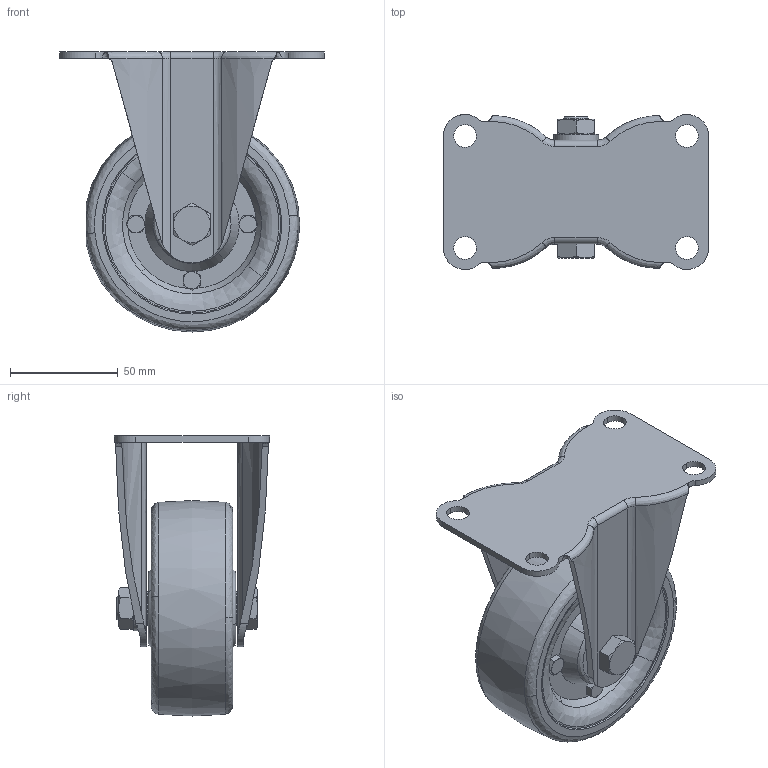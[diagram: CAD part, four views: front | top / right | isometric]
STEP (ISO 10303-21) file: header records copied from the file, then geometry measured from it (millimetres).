
FILE_DESCRIPTION((''),'2;1');
FILE_NAME('','2009-03-19T15:14:52',(''),(''),'','CADfix','');
FILE_SCHEMA(('AUTOMOTIVE_DESIGN { 1 0 10303 214 1 1 1 1 }'));
Length unit declared in the file: millimetre
Bounding box: 123 x 72 x 130 mm (x, y, z)
Volume: 313959.8 mm3; surface area: 71194.7 mm2
Topology: 3 solids, 3 shells, 276 faces, 780 edges, 522 vertices
Faces by surface type: bspline 276
Entity records: 11578 total; most frequent: CARTESIAN_POINT 7250, ORIENTED_EDGE 1560, EDGE_CURVE 780, VERTEX_POINT 522, EDGE_LOOP 302, FACE_OUTER_BOUND 276, ADVANCED_FACE 276, QUASI_UNIFORM_CURVE 230
